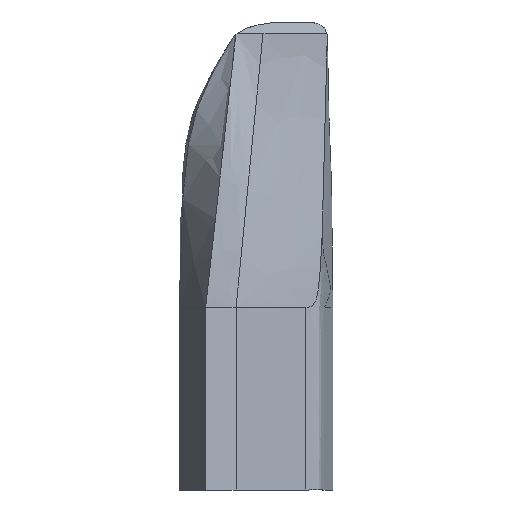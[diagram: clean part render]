
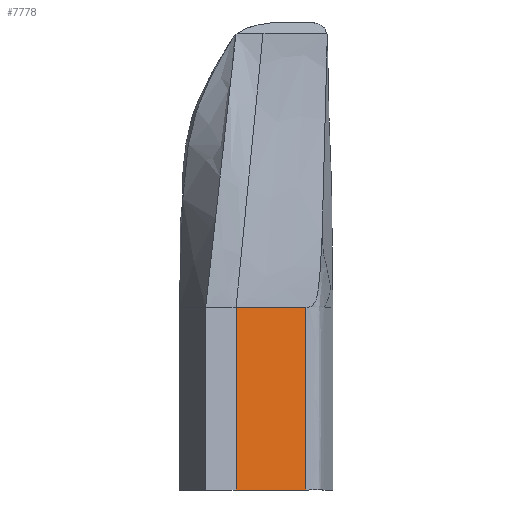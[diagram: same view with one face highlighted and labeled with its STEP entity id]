
A CAD part, left-side view. The second image highlights one B-rep face of the part: STEP entity #7778.
In plain terms, the highlighted planar face has unit normal (-0.984, -0.177, 0).
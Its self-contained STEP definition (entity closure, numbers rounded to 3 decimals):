
#705 = VECTOR ( 'NONE', #14086, 1000. ) ;
#1064 = VERTEX_POINT ( 'NONE', #9842 ) ;
#1340 = ORIENTED_EDGE ( 'NONE', *, *, #6328, .T. ) ;
#1556 = CARTESIAN_POINT ( 'NONE',  ( -21.695, 9.356, -205. ) ) ;
#1885 = EDGE_CURVE ( 'NONE', #1064, #15270, #9274, .T. ) ;
#2213 = VECTOR ( 'NONE', #13668, 1000. ) ;
#2280 = EDGE_LOOP ( 'NONE', ( #14606, #3038, #1340, #7364 ) ) ;
#2659 = CARTESIAN_POINT ( 'NONE',  ( -21.695, 9.356, -151.667 ) ) ;
#2753 = DIRECTION ( 'NONE',  ( -0.177, 0.984, 0. ) ) ;
#3038 = ORIENTED_EDGE ( 'NONE', *, *, #6932, .T. ) ;
#4030 = LINE ( 'NONE', #12314, #9798 ) ;
#4119 = LINE ( 'NONE', #5457, #2213 ) ;
#4601 = CARTESIAN_POINT ( 'NONE',  ( -27.188, 39.972, -205. ) ) ;
#5208 = CARTESIAN_POINT ( 'NONE',  ( -20.575, 3.109, -205. ) ) ;
#5365 = FACE_OUTER_BOUND ( 'NONE', #2280, .T. ) ;
#5457 = CARTESIAN_POINT ( 'NONE',  ( -20.575, 3.109, -125. ) ) ;
#6243 = VERTEX_POINT ( 'NONE', #9009 ) ;
#6312 = PLANE ( 'NONE',  #11296 ) ;
#6328 = EDGE_CURVE ( 'NONE', #6397, #6243, #4119, .T. ) ;
#6397 = VERTEX_POINT ( 'NONE', #7517 ) ;
#6932 = EDGE_CURVE ( 'NONE', #1064, #6397, #8608, .T. ) ;
#7364 = ORIENTED_EDGE ( 'NONE', *, *, #13453, .F. ) ;
#7479 = CARTESIAN_POINT ( 'NONE',  ( -21.695, 9.356, -125. ) ) ;
#7517 = CARTESIAN_POINT ( 'NONE',  ( -21.695, 9.356, -125. ) ) ;
#7778 = ADVANCED_FACE ( 'NONE', ( #5365 ), #6312, .F. ) ;
#8608 = B_SPLINE_CURVE_WITH_KNOTS ( 'NONE', 3,
 ( #1556, #12216, #2659, #7479 ),
 .UNSPECIFIED., .F., .F.,
 ( 4, 4 ),
 ( 0., 1. ),
 .UNSPECIFIED. ) ;
#8914 = DIRECTION ( 'NONE',  ( 0.984, 0.177, 0. ) ) ;
#9009 = CARTESIAN_POINT ( 'NONE',  ( -27.188, 39.972, -125. ) ) ;
#9274 = LINE ( 'NONE', #13210, #705 ) ;
#9798 = VECTOR ( 'NONE', #11131, 1000. ) ;
#9842 = CARTESIAN_POINT ( 'NONE',  ( -21.695, 9.356, -205. ) ) ;
#11131 = DIRECTION ( 'NONE',  ( 0., 0., 1. ) ) ;
#11296 = AXIS2_PLACEMENT_3D ( 'NONE', #5208, #8914, #2753 ) ;
#12216 = CARTESIAN_POINT ( 'NONE',  ( -21.695, 9.356, -178.333 ) ) ;
#12314 = CARTESIAN_POINT ( 'NONE',  ( -27.188, 39.972, -205. ) ) ;
#13210 = CARTESIAN_POINT ( 'NONE',  ( -20.575, 3.109, -205. ) ) ;
#13453 = EDGE_CURVE ( 'NONE', #15270, #6243, #4030, .T. ) ;
#13668 = DIRECTION ( 'NONE',  ( -0.177, 0.984, 0. ) ) ;
#14086 = DIRECTION ( 'NONE',  ( -0.177, 0.984, 0. ) ) ;
#14606 = ORIENTED_EDGE ( 'NONE', *, *, #1885, .F. ) ;
#15270 = VERTEX_POINT ( 'NONE', #4601 ) ;
